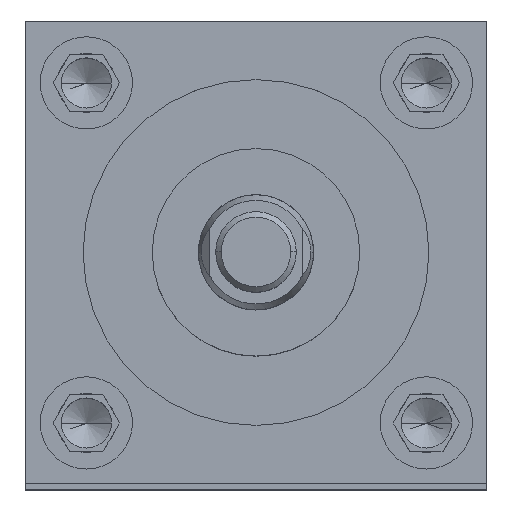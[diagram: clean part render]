
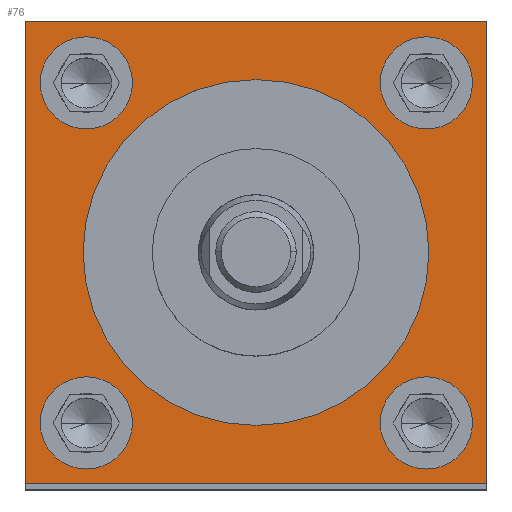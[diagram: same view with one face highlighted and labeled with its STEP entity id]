
A CAD part, top view. The second image highlights one B-rep face of the part: STEP entity #76.
In plain terms, the highlighted planar face has unit normal (0, 0, 1).
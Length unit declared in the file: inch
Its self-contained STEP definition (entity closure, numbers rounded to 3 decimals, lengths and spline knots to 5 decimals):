
#76 = ADVANCED_FACE ( 'NONE', ( #4986, #2041, #4430, #192, #3962, #5862 ), #3490, .F. ) ;
#162 = LINE ( 'NONE', #2714, #4473 ) ;
#192 = FACE_BOUND ( 'NONE', #2810, .T. ) ;
#195 = CIRCLE ( 'NONE', #1855, 0.25 ) ;
#198 = DIRECTION ( 'NONE',  ( 0., 0., 1. ) ) ;
#239 = EDGE_CURVE ( 'NONE', #1171, #3088, #5912, .T. ) ;
#242 = CARTESIAN_POINT ( 'NONE',  ( 1.174, 0.92, 21.625 ) ) ;
#246 = ORIENTED_EDGE ( 'NONE', *, *, #3372, .T. ) ;
#345 = CARTESIAN_POINT ( 'NONE',  ( -1.17, 0.92, 21.625 ) ) ;
#373 = CARTESIAN_POINT ( 'NONE',  ( 1.174, -0.924, 21.625 ) ) ;
#417 = CIRCLE ( 'NONE', #4768, 0.25 ) ;
#497 = VERTEX_POINT ( 'NONE', #373 ) ;
#499 = CARTESIAN_POINT ( 'NONE',  ( 0.924, -0.924, 21.625 ) ) ;
#560 = AXIS2_PLACEMENT_3D ( 'NONE', #5793, #5662, #4357 ) ;
#613 = ORIENTED_EDGE ( 'NONE', *, *, #239, .F. ) ;
#741 = ORIENTED_EDGE ( 'NONE', *, *, #3163, .T. ) ;
#759 = CIRCLE ( 'NONE', #2552, 0.25 ) ;
#775 = EDGE_CURVE ( 'NONE', #5237, #4360, #162, .T. ) ;
#938 = DIRECTION ( 'NONE',  ( 1., 0., 0. ) ) ;
#1059 = LINE ( 'NONE', #4794, #1244 ) ;
#1115 = AXIS2_PLACEMENT_3D ( 'NONE', #4145, #1822, #3701 ) ;
#1162 = ORIENTED_EDGE ( 'NONE', *, *, #2023, .F. ) ;
#1171 = VERTEX_POINT ( 'NONE', #4767 ) ;
#1183 = LINE ( 'NONE', #4449, #3117 ) ;
#1244 = VECTOR ( 'NONE', #5259, 39.37008 ) ;
#1267 = DIRECTION ( 'NONE',  ( 1., 0., 0. ) ) ;
#1298 = CARTESIAN_POINT ( 'NONE',  ( 0.924, 0.92, 21.625 ) ) ;
#1355 = AXIS2_PLACEMENT_3D ( 'NONE', #3939, #5844, #4341 ) ;
#1485 = DIRECTION ( 'NONE',  ( 1., 0., 0. ) ) ;
#1506 = VERTEX_POINT ( 'NONE', #345 ) ;
#1522 = EDGE_CURVE ( 'NONE', #3088, #1171, #6064, .T. ) ;
#1640 = CARTESIAN_POINT ( 'NONE',  ( -0.67, 0.92, 21.625 ) ) ;
#1712 = DIRECTION ( 'NONE',  ( 0., -1., 0. ) ) ;
#1805 = AXIS2_PLACEMENT_3D ( 'NONE', #499, #3310, #5212 ) ;
#1822 = DIRECTION ( 'NONE',  ( 0., 0., 1. ) ) ;
#1855 = AXIS2_PLACEMENT_3D ( 'NONE', #1298, #3201, #1267 ) ;
#1973 = DIRECTION ( 'NONE',  ( 1., 0., 0. ) ) ;
#1985 = CARTESIAN_POINT ( 'NONE',  ( -0.92, -0.924, 21.625 ) ) ;
#1992 = CARTESIAN_POINT ( 'NONE',  ( -1.25, -1.25, 21.625 ) ) ;
#2023 = EDGE_CURVE ( 'NONE', #2618, #1506, #3697, .T. ) ;
#2041 = FACE_BOUND ( 'NONE', #3436, .T. ) ;
#2162 = DIRECTION ( 'NONE',  ( -1., 0., 0. ) ) ;
#2241 = AXIS2_PLACEMENT_3D ( 'NONE', #5798, #5336, #2162 ) ;
#2246 = DIRECTION ( 'NONE',  ( 0., 0., 1. ) ) ;
#2331 = AXIS2_PLACEMENT_3D ( 'NONE', #1985, #198, #3862 ) ;
#2349 = ORIENTED_EDGE ( 'NONE', *, *, #5824, .F. ) ;
#2418 = AXIS2_PLACEMENT_3D ( 'NONE', #3844, #5749, #1485 ) ;
#2466 = DIRECTION ( 'NONE',  ( 0., 0., 1. ) ) ;
#2489 = LINE ( 'NONE', #1992, #4186 ) ;
#2552 = AXIS2_PLACEMENT_3D ( 'NONE', #4259, #2466, #1973 ) ;
#2618 = VERTEX_POINT ( 'NONE', #1640 ) ;
#2629 = ORIENTED_EDGE ( 'NONE', *, *, #2888, .F. ) ;
#2657 = DIRECTION ( 'NONE',  ( 0., 1., 0. ) ) ;
#2662 = EDGE_LOOP ( 'NONE', ( #4047, #4202 ) ) ;
#2714 = CARTESIAN_POINT ( 'NONE',  ( 1.25, -1.25, 21.625 ) ) ;
#2751 = CARTESIAN_POINT ( 'NONE',  ( 1.25, 1.25, 21.625 ) ) ;
#2784 = ORIENTED_EDGE ( 'NONE', *, *, #3164, .F. ) ;
#2810 = EDGE_LOOP ( 'NONE', ( #1162, #3032 ) ) ;
#2831 = VERTEX_POINT ( 'NONE', #5210 ) ;
#2841 = AXIS2_PLACEMENT_3D ( 'NONE', #5533, #2246, #5560 ) ;
#2862 = DIRECTION ( 'NONE',  ( 1., 0., 0. ) ) ;
#2888 = EDGE_CURVE ( 'NONE', #3104, #4764, #3415, .T. ) ;
#2918 = VERTEX_POINT ( 'NONE', #3437 ) ;
#2978 = EDGE_LOOP ( 'NONE', ( #246, #3466, #3151, #741 ) ) ;
#3032 = ORIENTED_EDGE ( 'NONE', *, *, #5190, .F. ) ;
#3088 = VERTEX_POINT ( 'NONE', #5986 ) ;
#3104 = VERTEX_POINT ( 'NONE', #3612 ) ;
#3117 = VECTOR ( 'NONE', #1712, 39.37008 ) ;
#3151 = ORIENTED_EDGE ( 'NONE', *, *, #775, .T. ) ;
#3163 = EDGE_CURVE ( 'NONE', #4360, #2831, #1059, .T. ) ;
#3164 = EDGE_CURVE ( 'NONE', #4621, #3351, #759, .T. ) ;
#3189 = CIRCLE ( 'NONE', #1805, 0.25 ) ;
#3195 = ORIENTED_EDGE ( 'NONE', *, *, #5769, .F. ) ;
#3201 = DIRECTION ( 'NONE',  ( 0., 0., 1. ) ) ;
#3243 = CIRCLE ( 'NONE', #1355, 0.25 ) ;
#3260 = CARTESIAN_POINT ( 'NONE',  ( -1.17, -0.924, 21.625 ) ) ;
#3310 = DIRECTION ( 'NONE',  ( 0., 0., 1. ) ) ;
#3351 = VERTEX_POINT ( 'NONE', #242 ) ;
#3354 = EDGE_LOOP ( 'NONE', ( #613, #4958 ) ) ;
#3360 = CARTESIAN_POINT ( 'NONE',  ( 1.25, -1.25, 21.625 ) ) ;
#3372 = EDGE_CURVE ( 'NONE', #2831, #2918, #1183, .T. ) ;
#3415 = CIRCLE ( 'NONE', #2331, 0.25 ) ;
#3436 = EDGE_LOOP ( 'NONE', ( #2349, #2784 ) ) ;
#3437 = CARTESIAN_POINT ( 'NONE',  ( -1.25, -1.25, 21.625 ) ) ;
#3466 = ORIENTED_EDGE ( 'NONE', *, *, #3665, .T. ) ;
#3490 = PLANE ( 'NONE',  #2241 ) ;
#3612 = CARTESIAN_POINT ( 'NONE',  ( -0.67, -0.924, 21.625 ) ) ;
#3665 = EDGE_CURVE ( 'NONE', #2918, #5237, #2489, .T. ) ;
#3697 = CIRCLE ( 'NONE', #2418, 0.25 ) ;
#3701 = DIRECTION ( 'NONE',  ( 1., 0., 0. ) ) ;
#3844 = CARTESIAN_POINT ( 'NONE',  ( -0.92, 0.92, 21.625 ) ) ;
#3862 = DIRECTION ( 'NONE',  ( 1., 0., 0. ) ) ;
#3939 = CARTESIAN_POINT ( 'NONE',  ( 0.924, -0.924, 21.625 ) ) ;
#3962 = FACE_BOUND ( 'NONE', #3354, .T. ) ;
#4047 = ORIENTED_EDGE ( 'NONE', *, *, #6071, .F. ) ;
#4054 = EDGE_CURVE ( 'NONE', #5859, #497, #3189, .T. ) ;
#4070 = CARTESIAN_POINT ( 'NONE',  ( 0.674, 0.92, 21.625 ) ) ;
#4145 = CARTESIAN_POINT ( 'NONE',  ( 0., 0., 21.625 ) ) ;
#4186 = VECTOR ( 'NONE', #938, 39.37008 ) ;
#4202 = ORIENTED_EDGE ( 'NONE', *, *, #4054, .F. ) ;
#4259 = CARTESIAN_POINT ( 'NONE',  ( 0.924, 0.92, 21.625 ) ) ;
#4341 = DIRECTION ( 'NONE',  ( 1., 0., 0. ) ) ;
#4352 = DIRECTION ( 'NONE',  ( 0., 0., 1. ) ) ;
#4357 = DIRECTION ( 'NONE',  ( 1., 0., 0. ) ) ;
#4360 = VERTEX_POINT ( 'NONE', #2751 ) ;
#4388 = CARTESIAN_POINT ( 'NONE',  ( -0.92, 0.92, 21.625 ) ) ;
#4430 = FACE_BOUND ( 'NONE', #4888, .T. ) ;
#4449 = CARTESIAN_POINT ( 'NONE',  ( -1.25, -1.25, 21.625 ) ) ;
#4473 = VECTOR ( 'NONE', #2657, 39.37008 ) ;
#4621 = VERTEX_POINT ( 'NONE', #4070 ) ;
#4733 = CIRCLE ( 'NONE', #2841, 0.25 ) ;
#4764 = VERTEX_POINT ( 'NONE', #3260 ) ;
#4767 = CARTESIAN_POINT ( 'NONE',  ( 0.9375, 0., 21.625 ) ) ;
#4768 = AXIS2_PLACEMENT_3D ( 'NONE', #4388, #4352, #2862 ) ;
#4794 = CARTESIAN_POINT ( 'NONE',  ( -1.25, 1.25, 21.625 ) ) ;
#4888 = EDGE_LOOP ( 'NONE', ( #2629, #3195 ) ) ;
#4958 = ORIENTED_EDGE ( 'NONE', *, *, #1522, .F. ) ;
#4986 = FACE_BOUND ( 'NONE', #2662, .T. ) ;
#5128 = CARTESIAN_POINT ( 'NONE',  ( 0.674, -0.924, 21.625 ) ) ;
#5190 = EDGE_CURVE ( 'NONE', #1506, #2618, #417, .T. ) ;
#5210 = CARTESIAN_POINT ( 'NONE',  ( -1.25, 1.25, 21.625 ) ) ;
#5212 = DIRECTION ( 'NONE',  ( 1., 0., 0. ) ) ;
#5237 = VERTEX_POINT ( 'NONE', #3360 ) ;
#5259 = DIRECTION ( 'NONE',  ( -1., 0., 0. ) ) ;
#5336 = DIRECTION ( 'NONE',  ( 0., 0., -1. ) ) ;
#5533 = CARTESIAN_POINT ( 'NONE',  ( -0.92, -0.924, 21.625 ) ) ;
#5560 = DIRECTION ( 'NONE',  ( 1., 0., 0. ) ) ;
#5662 = DIRECTION ( 'NONE',  ( 0., 0., 1. ) ) ;
#5749 = DIRECTION ( 'NONE',  ( 0., 0., 1. ) ) ;
#5769 = EDGE_CURVE ( 'NONE', #4764, #3104, #4733, .T. ) ;
#5793 = CARTESIAN_POINT ( 'NONE',  ( 0., 0., 21.625 ) ) ;
#5798 = CARTESIAN_POINT ( 'NONE',  ( -1.25, 1.25, 21.625 ) ) ;
#5824 = EDGE_CURVE ( 'NONE', #3351, #4621, #195, .T. ) ;
#5844 = DIRECTION ( 'NONE',  ( 0., 0., 1. ) ) ;
#5859 = VERTEX_POINT ( 'NONE', #5128 ) ;
#5862 = FACE_OUTER_BOUND ( 'NONE', #2978, .T. ) ;
#5912 = CIRCLE ( 'NONE', #560, 0.9375 ) ;
#5986 = CARTESIAN_POINT ( 'NONE',  ( -0.9375, 0., 21.625 ) ) ;
#6064 = CIRCLE ( 'NONE', #1115, 0.9375 ) ;
#6071 = EDGE_CURVE ( 'NONE', #497, #5859, #3243, .T. ) ;
